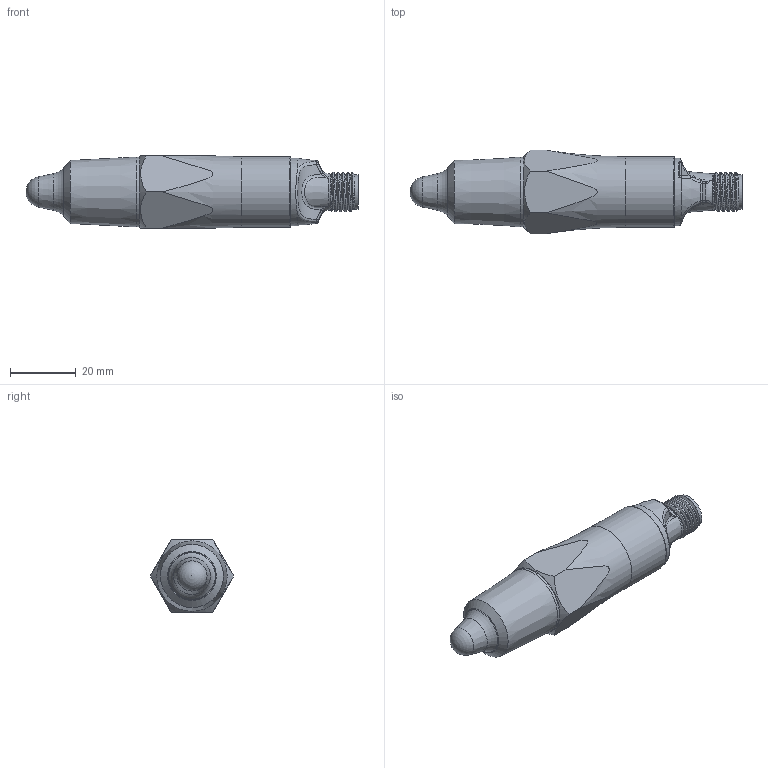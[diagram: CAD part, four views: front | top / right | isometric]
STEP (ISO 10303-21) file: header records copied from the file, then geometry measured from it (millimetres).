
FILE_DESCRIPTION( ( 'Unknown' ), '1' );
FILE_NAME( 'LBFI-21.010.N02020.3.0000.0.stp', 'Unknown', ( 'Unknown' ), ( 'Unknown' ), 'PSStep 15.0.49', 'Unknown', ' ' );
FILE_SCHEMA( ( 'AUTOMOTIVE_DESIGN { 1 0 10303 214 1 1 1 1 }' ) );
Length unit declared in the file: millimetre
Products named in the file (1): 11166692 02
Bounding box: 101.18 x 25.4 x 22 mm (x, y, z)
Volume: 14279.7 mm3; surface area: 12136.8 mm2
Topology: 1 solids, 2 shells, 507 faces, 1355 edges, 856 vertices
Faces by surface type: plane 211, cylinder 164, bspline 45, cone 30, torus 29, sphere 28
Full cylindrical faces by diameter (mm): 1.5 x2, 1.9 x1, 8.807 x1, 10.6 x5, 11.9 x1, 12.02 x2, 12.1 x1, 13.6 x1, 14.549 x1, 14.65 x1, 15 x1, 16.6 x1, 19 x2, 19.45 x1, 19.5 x1, 19.6 x1, 20 x1, 20.6 x2, 21.3 x1, 21.5 x1
Entity records: 28245 total; most frequent: CARTESIAN_POINT 12642, ORIENTED_EDGE 2470, DIRECTION 2271, EDGE_CURVE 1235, AXIS2_PLACEMENT_3D 865, VERTEX_POINT 810, EDGE_LOOP 587, LINE 541
